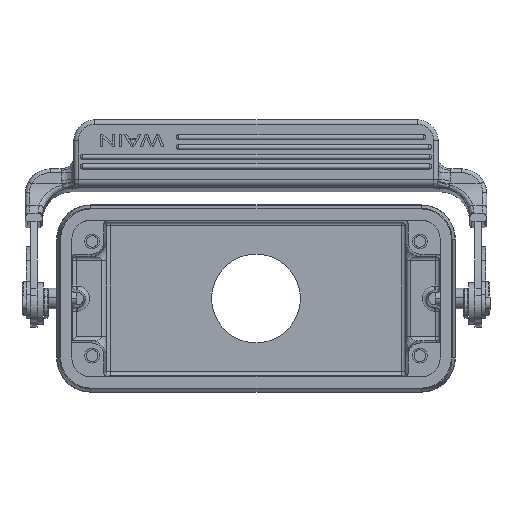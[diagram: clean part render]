
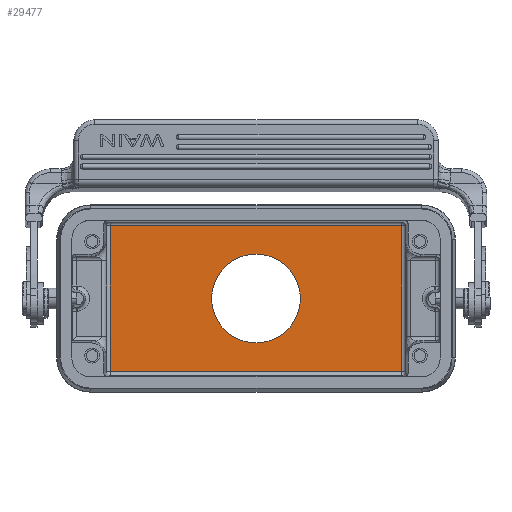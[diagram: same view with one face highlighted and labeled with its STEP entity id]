
A CAD part, front view. The second image highlights one B-rep face of the part: STEP entity #29477.
In plain terms, the highlighted planar face has unit normal (0, -1, 0).
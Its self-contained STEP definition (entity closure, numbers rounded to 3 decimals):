
#7468=DIRECTION('',(0.,0.,-1.));
#7469=VECTOR('',#7468,34.445);
#7470=CARTESIAN_POINT('',(-34.445,43.,17.222));
#7471=LINE('',#7470,#7469);
#7476=CARTESIAN_POINT('',(0.,43.,0.));
#7477=DIRECTION('',(0.,-1.,0.));
#7478=DIRECTION('',(-1.,0.,0.));
#7479=AXIS2_PLACEMENT_3D('',#7476,#7477,#7478);
#7481=CARTESIAN_POINT('',(0.,43.,0.));
#7482=DIRECTION('',(0.,-1.,0.));
#7483=DIRECTION('',(1.,0.,0.));
#7484=AXIS2_PLACEMENT_3D('',#7481,#7482,#7483);
#7490=DIRECTION('',(-1.,0.,0.));
#7491=VECTOR('',#7490,68.89);
#7492=CARTESIAN_POINT('',(34.445,43.,17.222));
#7493=LINE('',#7492,#7491);
#7513=DIRECTION('',(0.,0.,1.));
#7514=VECTOR('',#7513,34.445);
#7515=CARTESIAN_POINT('',(34.445,43.,-17.222));
#7516=LINE('',#7515,#7514);
#8102=DIRECTION('',(1.,0.,0.));
#8103=VECTOR('',#8102,68.89);
#8104=CARTESIAN_POINT('',(-34.445,43.,-17.222));
#8105=LINE('',#8104,#8103);
#14066=CARTESIAN_POINT('',(10.5,43.,0.));
#14067=VERTEX_POINT('',#14066);
#14068=CARTESIAN_POINT('',(-10.5,43.,0.));
#14069=VERTEX_POINT('',#14068);
#14070=CARTESIAN_POINT('',(34.445,43.,17.222));
#14071=CARTESIAN_POINT('',(-34.445,43.,17.222));
#14072=VERTEX_POINT('',#14070);
#14073=VERTEX_POINT('',#14071);
#14074=CARTESIAN_POINT('',(34.445,43.,-17.222));
#14075=VERTEX_POINT('',#14074);
#14076=CARTESIAN_POINT('',(-34.445,43.,-17.222));
#14077=VERTEX_POINT('',#14076);
#29457=CARTESIAN_POINT('',(45.5,43.,-21.5));
#29458=DIRECTION('',(0.,1.,0.));
#29459=DIRECTION('',(1.,0.,0.));
#29460=AXIS2_PLACEMENT_3D('',#29457,#29458,#29459);
#29461=PLANE('',#29460);
#29463=ORIENTED_EDGE('',*,*,#29462,.F.);
#29465=ORIENTED_EDGE('',*,*,#29464,.F.);
#29467=ORIENTED_EDGE('',*,*,#29466,.F.);
#29468=ORIENTED_EDGE('',*,*,#29447,.F.);
#29469=EDGE_LOOP('',(#29463,#29465,#29467,#29468));
#29470=FACE_OUTER_BOUND('',#29469,.F.);
#29472=ORIENTED_EDGE('',*,*,#29471,.T.);
#29474=ORIENTED_EDGE('',*,*,#29473,.T.);
#29475=EDGE_LOOP('',(#29472,#29474));
#29476=FACE_BOUND('',#29475,.F.);
#29477=ADVANCED_FACE('',(#29470,#29476),#29461,.F.);
#7480=CIRCLE('',#7479,10.5);
#7485=CIRCLE('',#7484,10.5);
#29447=EDGE_CURVE('',#14073,#14077,#7471,.T.);
#29462=EDGE_CURVE('',#14072,#14073,#7493,.T.);
#29464=EDGE_CURVE('',#14075,#14072,#7516,.T.);
#29466=EDGE_CURVE('',#14077,#14075,#8105,.T.);
#29471=EDGE_CURVE('',#14069,#14067,#7480,.T.);
#29473=EDGE_CURVE('',#14067,#14069,#7485,.T.);
